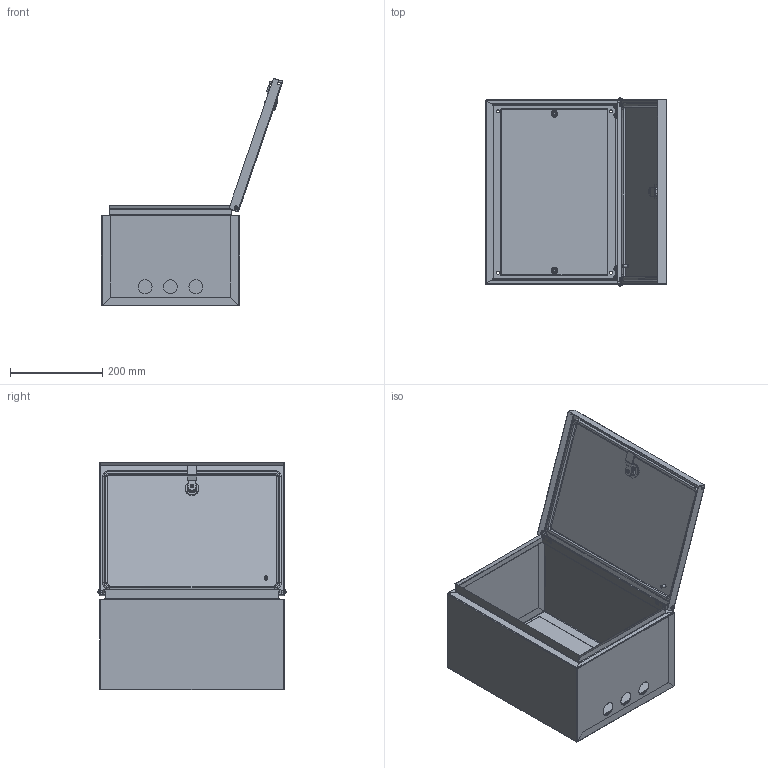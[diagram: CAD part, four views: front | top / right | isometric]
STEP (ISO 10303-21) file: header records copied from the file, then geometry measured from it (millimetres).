
FILE_DESCRIPTION (( 'STEP AP214' ), '1' );
FILE_NAME ('昈-1601.00.00.000 捘.STEP', '2018-07-31T10:51:24', ( 'Admin' ), ( '' ), 'SwSTEP 2.0', 'SolidWorks 2017', '' );
FILE_SCHEMA (( 'AUTOMOTIVE_DESIGN' ));
Length unit declared in the file: millimetre
Products named in the file (18): hex flange nut_din_Hexagon Flange Nut DIN 6923 - M6 - N; Äâåðü â ñáîðå ÌÈ-1601.02.00.000 ÑÁ; ﾇ瑟鶴 IP54; Çàêëåïêà öèëèíäðè÷åñêàÿ Ì4 ÑÒ-Á ñ âíóòðåííåé ðåçüáîé_Œ8; ÏÀÊ íà äâåðü ÌÈ-1601; ﾄ粢 ﾌﾈ-1601.02.00.001; Ïàíåëü ìîíòàæíàÿ ÌÈ-1601.00.00.001; Êîðïóñ â ñáîðå ÌÈ-1601.01.00.000 ÑÁ; rivet 02_din_DIN 660-4x8-St-A-3; Ïåòëÿ; Ñòåíêà íèæíÿÿ ÌÈ-1601.01.00.002; Ñòåíêà âåðõíÿÿ ÌÈ-1601.01.00.001; Ñòåíêà çàäíÿÿ â ñáîðå ÌÈ-1601.01.01.000 ÑÁ; Øïèëüêà Ì6õ12; Øïèëüêà îáìåäíåííàÿ Ì6õ20; Ñòåíêà çàäíÿÿ ÌÈ-1601.01.01.001; 昈-1601.00.00.000 捘; pan head cross recess screw_iso_ISO 7045 - M4 x 16 - Z --- 16N
Assembly tree (26 placements, depth 4):
  昈-1601.00.00.000 捘
    Êîðïóñ â ñáîðå ÌÈ-1601.01.00.000 ÑÁ
      Ñòåíêà çàäíÿÿ â ñáîðå ÌÈ-1601.01.01.000 ÑÁ
        Ñòåíêà çàäíÿÿ ÌÈ-1601.01.01.001
        Øïèëüêà îáìåäíåííàÿ Ì6õ20  x2
        Øïèëüêà Ì6õ12
      Ñòåíêà âåðõíÿÿ ÌÈ-1601.01.00.001
      Ñòåíêà íèæíÿÿ ÌÈ-1601.01.00.002
      Ïåòëÿ  x2
      rivet 02_din_DIN 660-4x8-St-A-3  x4
    Ïàíåëü ìîíòàæíàÿ ÌÈ-1601.00.00.001
    Äâåðü â ñáîðå ÌÈ-1601.02.00.000 ÑÁ
      ﾄ粢 ﾌﾈ-1601.02.00.001
      ÏÀÊ íà äâåðü ÌÈ-1601
      Øïèëüêà Ì6õ12
      Çàêëåïêà öèëèíäðè÷åñêàÿ Ì4 ÑÒ-Á ñ âíóòðåííåé ðåçüáîé_Œ8  x2
      ﾇ瑟鶴 IP54
    hex flange nut_din_Hexagon Flange Nut DIN 6923 - M6 - N  x2
    pan head cross recess screw_iso_ISO 7045 - M4 x 16 - Z --- 16N  x2
Bounding box: 393.36 x 407.64 x 494.23 mm (x, y, z)
Volume: 589317.4 mm3; surface area: 1458073.3 mm2
Topology: 26 solids, 26 shells, 1051 faces, 2575 edges, 1587 vertices
Faces by surface type: plane 540, cylinder 241, bspline 148, cone 68, torus 48, sphere 6
Entity records: 26861 total; most frequent: CARTESIAN_POINT 8228, ORIENTED_EDGE 3714, DIRECTION 3537, EDGE_CURVE 1857, AXIS2_PLACEMENT_3D 1199, VERTEX_POINT 1140, LINE 1139, VECTOR 1139
